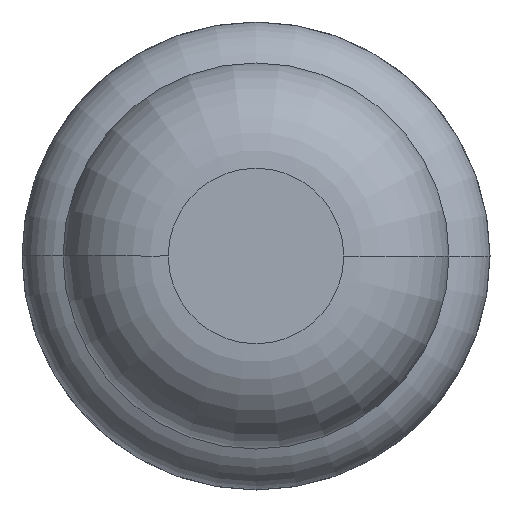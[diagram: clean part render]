
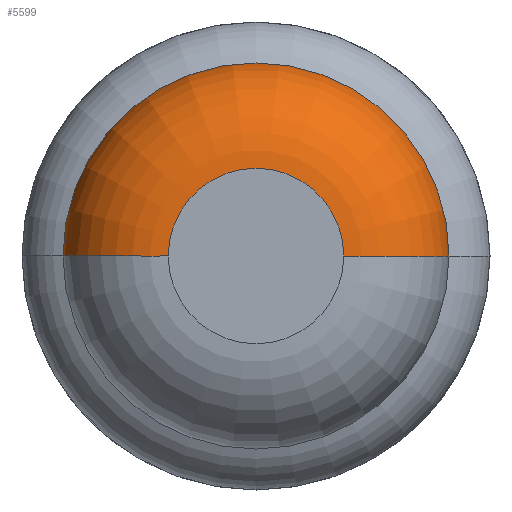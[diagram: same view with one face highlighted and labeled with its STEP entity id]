
A CAD part, front view. The second image highlights one B-rep face of the part: STEP entity #5599.
In plain terms, the highlighted toroidal (fillet/blend) face has major radius 0.375 mm and minor radius 0.45 mm.
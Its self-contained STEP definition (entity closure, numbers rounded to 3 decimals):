
#40 = AXIS2_PLACEMENT_3D ( 'NONE', #4998, #281, #2670 ) ;
#281 = DIRECTION ( 'NONE',  ( 0., -1., 0. ) ) ;
#457 = CARTESIAN_POINT ( 'NONE',  ( 0.375, -31.55, 0. ) ) ;
#662 = EDGE_LOOP ( 'NONE', ( #1204, #4596, #5018, #6073 ) ) ;
#946 = DIRECTION ( 'NONE',  ( -1., 0., 0. ) ) ;
#1123 = VERTEX_POINT ( 'NONE', #6097 ) ;
#1140 = CIRCLE ( 'NONE', #1595, 0.825 ) ;
#1204 = ORIENTED_EDGE ( 'NONE', *, *, #2473, .T. ) ;
#1328 = CARTESIAN_POINT ( 'NONE',  ( 0., -32., 0. ) ) ;
#1595 = AXIS2_PLACEMENT_3D ( 'NONE', #6091, #2774, #3271 ) ;
#1753 = VERTEX_POINT ( 'NONE', #1917 ) ;
#1824 = DIRECTION ( 'NONE',  ( 0., -1., 0. ) ) ;
#1917 = CARTESIAN_POINT ( 'NONE',  ( 0.375, -32., 0. ) ) ;
#1960 = EDGE_CURVE ( 'Defeature ausgef�hrt1_77+Defeature ausgef�hrt1_78+Defeature ausgef�hrt1_78+Defeature ausgef�hrt1_78', #1753, #5575, #4547, .T. ) ;
#2114 = EDGE_CURVE ( 'NONE', #1123, #1753, #4111, .T. ) ;
#2314 = VERTEX_POINT ( 'NONE', #2990 ) ;
#2473 = EDGE_CURVE ( 'Defeature ausgef�hrt1_78+Defeature ausgef�hrt1_79+Defeature ausgef�hrt1_79+Defeature ausgef�hrt1_79', #1123, #2314, #1140, .T. ) ;
#2549 = TOROIDAL_SURFACE ( 'NONE', #40, 0.375, 0.45 ) ;
#2670 = DIRECTION ( 'NONE',  ( 1., 0., 0. ) ) ;
#2699 = FACE_OUTER_BOUND ( 'NONE', #662, .T. ) ;
#2774 = DIRECTION ( 'NONE',  ( 0., -1., 0. ) ) ;
#2831 = EDGE_CURVE ( 'NONE', #2314, #5575, #3868, .T. ) ;
#2990 = CARTESIAN_POINT ( 'NONE',  ( -0.825, -31.55, 0. ) ) ;
#3175 = CARTESIAN_POINT ( 'NONE',  ( -0.375, -32., 0. ) ) ;
#3221 = CARTESIAN_POINT ( 'NONE',  ( -0.375, -31.55, 0. ) ) ;
#3271 = DIRECTION ( 'NONE',  ( 1., 0., 0. ) ) ;
#3592 = AXIS2_PLACEMENT_3D ( 'NONE', #3221, #4215, #3690 ) ;
#3690 = DIRECTION ( 'NONE',  ( 1., 0., 0. ) ) ;
#3710 = AXIS2_PLACEMENT_3D ( 'NONE', #1328, #1824, #4626 ) ;
#3868 = CIRCLE ( 'NONE', #3592, 0.45 ) ;
#4111 = CIRCLE ( 'NONE', #4837, 0.45 ) ;
#4215 = DIRECTION ( 'NONE',  ( 0., 0., 1. ) ) ;
#4547 = CIRCLE ( 'NONE', #3710, 0.375 ) ;
#4596 = ORIENTED_EDGE ( 'NONE', *, *, #2831, .T. ) ;
#4626 = DIRECTION ( 'NONE',  ( 1., 0., 0. ) ) ;
#4837 = AXIS2_PLACEMENT_3D ( 'NONE', #457, #5194, #946 ) ;
#4998 = CARTESIAN_POINT ( 'NONE',  ( 0., -31.55, 0. ) ) ;
#5018 = ORIENTED_EDGE ( 'NONE', *, *, #1960, .F. ) ;
#5194 = DIRECTION ( 'NONE',  ( 0., 0., -1. ) ) ;
#5575 = VERTEX_POINT ( 'NONE', #3175 ) ;
#5599 = ADVANCED_FACE ( 'Defeature ausgef�hrt1_78', ( #2699 ), #2549, .T. ) ;
#6073 = ORIENTED_EDGE ( 'NONE', *, *, #2114, .F. ) ;
#6091 = CARTESIAN_POINT ( 'NONE',  ( 0., -31.55, 0. ) ) ;
#6097 = CARTESIAN_POINT ( 'NONE',  ( 0.825, -31.55, 0. ) ) ;
